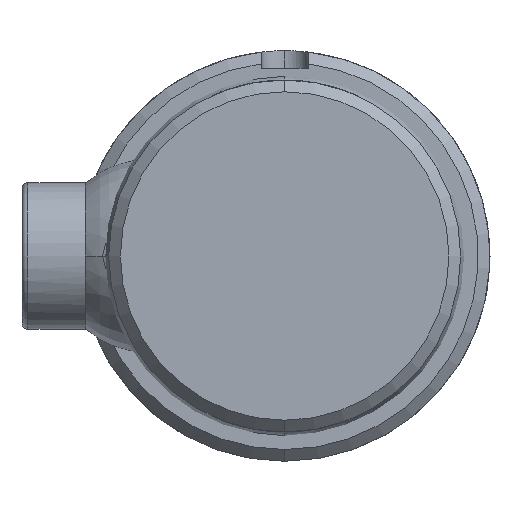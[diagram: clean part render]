
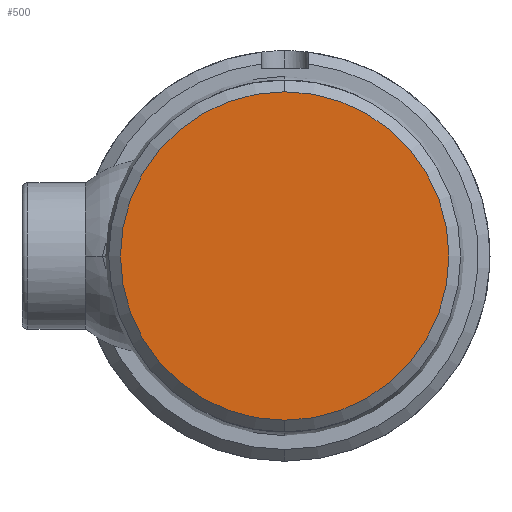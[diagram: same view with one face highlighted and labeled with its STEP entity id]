
A CAD part, left-side view. The second image highlights one B-rep face of the part: STEP entity #500.
In plain terms, the highlighted planar face has unit normal (-1, 0, 0).
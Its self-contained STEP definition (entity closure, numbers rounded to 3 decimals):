
#112 = EDGE_CURVE ( 'NONE', #2504, #1440, #2523, .T. ) ;
#500 = ADVANCED_FACE ( 'NONE', ( #1929 ), #919, .F. ) ;
#568 = CARTESIAN_POINT ( 'NONE',  ( 0., 0., 28. ) ) ;
#574 = DIRECTION ( 'NONE',  ( 0., 0., -1. ) ) ;
#580 = CIRCLE ( 'NONE', #1445, 28. ) ;
#919 = PLANE ( 'NONE',  #1969 ) ;
#1044 = EDGE_CURVE ( 'NONE', #1440, #2504, #580, .T. ) ;
#1215 = CARTESIAN_POINT ( 'NONE',  ( 0., 0., -28. ) ) ;
#1235 = DIRECTION ( 'NONE',  ( 0., 0., -1. ) ) ;
#1238 = DIRECTION ( 'NONE',  ( -1., 0., 0. ) ) ;
#1243 = CARTESIAN_POINT ( 'NONE',  ( 0., 0., 0. ) ) ;
#1440 = VERTEX_POINT ( 'NONE', #1215 ) ;
#1445 = AXIS2_PLACEMENT_3D ( 'NONE', #1243, #1238, #1235 ) ;
#1719 = DIRECTION ( 'NONE',  ( 0., 0., -1. ) ) ;
#1724 = DIRECTION ( 'NONE',  ( -1., 0., 0. ) ) ;
#1732 = CARTESIAN_POINT ( 'NONE',  ( 0., 0., 0. ) ) ;
#1929 = FACE_OUTER_BOUND ( 'NONE', #2250, .T. ) ;
#1969 = AXIS2_PLACEMENT_3D ( 'NONE', #2101, #2137, #574 ) ;
#1994 = ORIENTED_EDGE ( 'NONE', *, *, #1044, .T. ) ;
#2101 = CARTESIAN_POINT ( 'NONE',  ( 0., 0., 0. ) ) ;
#2137 = DIRECTION ( 'NONE',  ( 1., 0., 0. ) ) ;
#2250 = EDGE_LOOP ( 'NONE', ( #1994, #2412 ) ) ;
#2412 = ORIENTED_EDGE ( 'NONE', *, *, #112, .T. ) ;
#2427 = AXIS2_PLACEMENT_3D ( 'NONE', #1732, #1724, #1719 ) ;
#2504 = VERTEX_POINT ( 'NONE', #568 ) ;
#2523 = CIRCLE ( 'NONE', #2427, 28. ) ;
